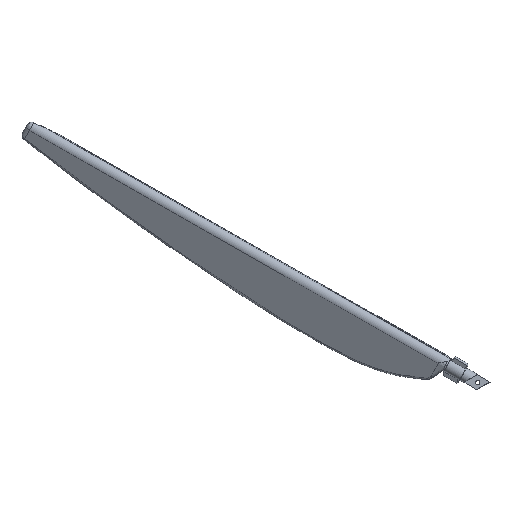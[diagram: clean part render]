
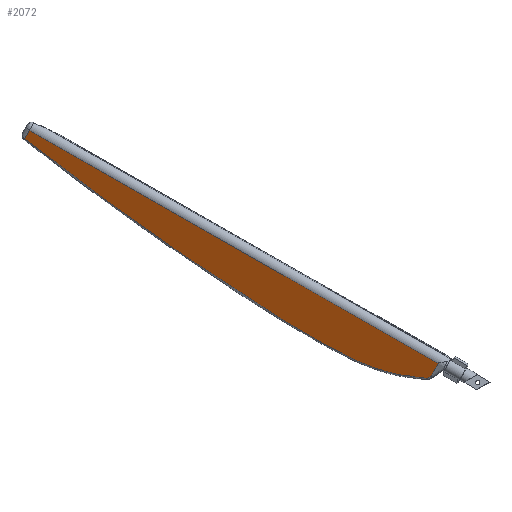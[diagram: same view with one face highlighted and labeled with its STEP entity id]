
A CAD part, top view. The second image highlights one B-rep face of the part: STEP entity #2072.
In plain terms, the highlighted planar face has unit normal (-0.228, -0.4, 0.888).
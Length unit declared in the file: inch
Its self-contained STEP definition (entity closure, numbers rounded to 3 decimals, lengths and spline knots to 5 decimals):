
#24 = CARTESIAN_POINT ( 'NONE',  ( -20.90283, 38.21851, -1.79696 ) ) ;
#57 = VERTEX_POINT ( 'NONE', #6015 ) ;
#64 = EDGE_CURVE ( 'NONE', #57, #6907, #2273, .T. ) ;
#106 = CARTESIAN_POINT ( 'NONE',  ( -22.0813, 38.88749, -1.7983 ) ) ;
#558 = CARTESIAN_POINT ( 'NONE',  ( -21.25618, 38.40337, -1.80444 ) ) ;
#593 = VERTEX_POINT ( 'NONE', #5682 ) ;
#601 = CARTESIAN_POINT ( 'NONE',  ( -22.88662, 39.40327, -1.77282 ) ) ;
#645 = CARTESIAN_POINT ( 'NONE',  ( -21.67193, 38.64035, -1.80447 ) ) ;
#681 = VERTEX_POINT ( 'NONE', #6377 ) ;
#688 = CARTESIAN_POINT ( 'NONE',  ( -23.54798, 39.84792, -1.74242 ) ) ;
#732 = CARTESIAN_POINT ( 'NONE',  ( -21.32606, 38.44198, -1.80499 ) ) ;
#1023 = CARTESIAN_POINT ( 'NONE',  ( -26.1133, 41.7297, -1.55381 ) ) ;
#1221 = ORIENTED_EDGE ( 'NONE', *, *, #8087, .F. ) ;
#1232 = CARTESIAN_POINT ( 'NONE',  ( -22.35141, 39.05673, -1.79144 ) ) ;
#1274 = CARTESIAN_POINT ( 'NONE',  ( -19.77849, 37.88187, -1.65996 ) ) ;
#1346 = DIRECTION ( 'NONE',  ( 0.44, 0.771, 0.46 ) ) ;
#1354 = CARTESIAN_POINT ( 'NONE',  ( -20.61268, 38.08584, -1.78222 ) ) ;
#1514 = CARTESIAN_POINT ( 'NONE',  ( -19.61057, 37.87592, -1.61955 ) ) ;
#1848 = EDGE_CURVE ( 'NONE', #681, #3422, #7686, .T. ) ;
#1865 = CARTESIAN_POINT ( 'NONE',  ( -21.46505, 38.52029, -1.80542 ) ) ;
#1951 = CARTESIAN_POINT ( 'NONE',  ( -19.81732, 37.88614, -1.668 ) ) ;
#1972 = ORIENTED_EDGE ( 'NONE', *, *, #4031, .F. ) ;
#2072 = ADVANCED_FACE ( 'NONE', ( #8122 ), #2555, .F. ) ;
#2273 = LINE ( 'NONE', #7919, #4267 ) ;
#2484 = CARTESIAN_POINT ( 'NONE',  ( -20.3526, 37.99296, -1.75728 ) ) ;
#2528 = CARTESIAN_POINT ( 'NONE',  ( -24.33187, 40.39419, -1.69772 ) ) ;
#2555 = PLANE ( 'NONE',  #3820 ) ;
#2568 = CARTESIAN_POINT ( 'NONE',  ( -25.611, 41.33959, -1.60048 ) ) ;
#2603 = CARTESIAN_POINT ( 'NONE',  ( -25.86288, 41.53371, -1.57775 ) ) ;
#2641 = CARTESIAN_POINT ( 'NONE',  ( -22.48577, 39.14247, -1.78733 ) ) ;
#2845 = VECTOR ( 'NONE', #3722, 39.37008 ) ;
#2888 = LINE ( 'NONE', #7951, #2845 ) ;
#3157 = CARTESIAN_POINT ( 'NONE',  ( -23.15213, 39.57978, -1.76152 ) ) ;
#3200 = CARTESIAN_POINT ( 'NONE',  ( -24.71868, 40.67389, -1.6711 ) ) ;
#3277 = CARTESIAN_POINT ( 'NONE',  ( -21.94555, 38.80398, -1.80104 ) ) ;
#3311 = LINE ( 'NONE', #4674, #4227 ) ;
#3394 = ORIENTED_EDGE ( 'NONE', *, *, #64, .F. ) ;
#3422 = VERTEX_POINT ( 'NONE', #1023 ) ;
#3480 = CARTESIAN_POINT ( 'NONE',  ( -19.44834, 38.10262, -1.47591 ) ) ;
#3722 = DIRECTION ( 'NONE',  ( -0.44, -0.771, -0.46 ) ) ;
#3777 = CARTESIAN_POINT ( 'NONE',  ( -19.6234, 37.8679, -1.62645 ) ) ;
#3816 = CARTESIAN_POINT ( 'NONE',  ( -20.0108, 37.91227, -1.70589 ) ) ;
#3820 = AXIS2_PLACEMENT_3D ( 'NONE', #5883, #5845, #5172 ) ;
#3892 = CARTESIAN_POINT ( 'NONE',  ( -19.57628, 37.8976, -1.601 ) ) ;
#4031 = EDGE_CURVE ( 'NONE', #3422, #57, #3311, .T. ) ;
#4227 = VECTOR ( 'NONE', #1346, 39.37008 ) ;
#4267 = VECTOR ( 'NONE', #5395, 39.37008 ) ;
#4361 = CARTESIAN_POINT ( 'NONE',  ( -20.50174, 38.04331, -1.77289 ) ) ;
#4405 = CARTESIAN_POINT ( 'NONE',  ( -21.5342, 38.56001, -1.80529 ) ) ;
#4448 = CARTESIAN_POINT ( 'NONE',  ( -25.23029, 41.0521, -1.63217 ) ) ;
#4487 = CARTESIAN_POINT ( 'NONE',  ( -21.74052, 38.68097, -1.80379 ) ) ;
#4524 = CARTESIAN_POINT ( 'NONE',  ( -19.83674, 37.88841, -1.67197 ) ) ;
#4674 = CARTESIAN_POINT ( 'NONE',  ( -26.1133, 41.7297, -1.55381 ) ) ;
#5025 = CARTESIAN_POINT ( 'NONE',  ( -20.39005, 38.0047, -1.76161 ) ) ;
#5050 = ORIENTED_EDGE ( 'NONE', *, *, #1848, .F. ) ;
#5064 = CARTESIAN_POINT ( 'NONE',  ( -19.93368, 37.90042, -1.69144 ) ) ;
#5105 = CARTESIAN_POINT ( 'NONE',  ( -20.12558, 37.93473, -1.72524 ) ) ;
#5144 = CARTESIAN_POINT ( 'NONE',  ( -20.23959, 37.96125, -1.74256 ) ) ;
#5172 = DIRECTION ( 'NONE',  ( 0., 0.912, 0.41 ) ) ;
#5183 = CARTESIAN_POINT ( 'NONE',  ( -19.75909, 37.87987, -1.65589 ) ) ;
#5203 = EDGE_LOOP ( 'NONE', ( #1221, #5256, #3394, #1972, #5050 ) ) ;
#5245 = EDGE_CURVE ( 'NONE', #6907, #593, #2888, .T. ) ;
#5256 = ORIENTED_EDGE ( 'NONE', *, *, #5245, .F. ) ;
#5395 = DIRECTION ( 'NONE',  ( 0.869, -0.495, 0. ) ) ;
#5682 = CARTESIAN_POINT ( 'NONE',  ( -19.55889, 37.90873, -1.59153 ) ) ;
#5698 = CARTESIAN_POINT ( 'NONE',  ( -23.67931, 39.9381, -1.73553 ) ) ;
#5742 = CARTESIAN_POINT ( 'NONE',  ( -24.8471, 40.76778, -1.6618 ) ) ;
#5811 = CARTESIAN_POINT ( 'NONE',  ( -19.59777, 37.88398, -1.61264 ) ) ;
#5814 = CARTESIAN_POINT ( 'NONE',  ( -21.11569, 38.32766, -1.80246 ) ) ;
#5845 = DIRECTION ( 'NONE',  ( 0.228, 0.4, -0.888 ) ) ;
#5883 = CARTESIAN_POINT ( 'NONE',  ( -17.62932, 38.87631, -0.66098 ) ) ;
#6015 = CARTESIAN_POINT ( 'NONE',  ( -26.03881, 41.86034, -1.47591 ) ) ;
#6266 = CARTESIAN_POINT ( 'NONE',  ( -23.2844, 39.66876, -1.75541 ) ) ;
#6307 = CARTESIAN_POINT ( 'NONE',  ( -22.75337, 39.31574, -1.77802 ) ) ;
#6354 = CARTESIAN_POINT ( 'NONE',  ( -20.27737, 37.97123, -1.74776 ) ) ;
#6377 = CARTESIAN_POINT ( 'NONE',  ( -19.6234, 37.8679, -1.62645 ) ) ;
#6428 = CARTESIAN_POINT ( 'NONE',  ( -21.04508, 38.29055, -1.80105 ) ) ;
#6460 = CARTESIAN_POINT ( 'NONE',  ( -19.6234, 37.8679, -1.62645 ) ) ;
#6543 = CARTESIAN_POINT ( 'NONE',  ( -19.56757, 37.90315, -1.59627 ) ) ;
#6892 = CARTESIAN_POINT ( 'NONE',  ( -25.1029, 40.95689, -1.64233 ) ) ;
#6907 = VERTEX_POINT ( 'NONE', #3480 ) ;
#7024 = CARTESIAN_POINT ( 'NONE',  ( -26.1133, 41.7297, -1.55381 ) ) ;
#7058 = CARTESIAN_POINT ( 'NONE',  ( -19.66213, 37.87087, -1.63506 ) ) ;
#7213 = B_SPLINE_CURVE_WITH_KNOTS ( 'NONE', 3,
 ( #7748, #6543, #3892, #5811, #1514, #6460 ),
 .UNSPECIFIED., .F., .F.,
 ( 4, 2, 4 ),
 ( 0., 0.40589, 1. ),
 .UNSPECIFIED. ) ;
#7558 = CARTESIAN_POINT ( 'NONE',  ( -20.6862, 38.11727, -1.78694 ) ) ;
#7599 = CARTESIAN_POINT ( 'NONE',  ( -19.7009, 37.8742, -1.64351 ) ) ;
#7635 = CARTESIAN_POINT ( 'NONE',  ( -20.83118, 38.18358, -1.7943 ) ) ;
#7686 = B_SPLINE_CURVE_WITH_KNOTS ( 'NONE', 3,
 ( #3777, #7058, #7599, #5183, #1274, #1951, #4524, #5064, #3816, #5105, #8176, #5144, #6354, #2484, #5025, #8217, #4361, #1354, #7558, #7635, #24, #6428, #5814, #558, #732, #1865, #4405, #645, #4487, #3277, #106, #1232, #2641, #6307, #601, #3157, #6266, #688, #5698, #7716, #2528, #3200, #5742, #6892, #4448, #2568, #2603, #7024 ),
 .UNSPECIFIED., .F., .F.,
 ( 4, 2, 2, 2, 2, 2, 2, 2, 2, 2, 2, 2, 2, 2, 2, 2, 2, 2, 2, 2, 2, 2, 2, 4 ),
 ( 0., 0.01563, 0.02344, 0.03125, 0.0625, 0.07813, 0.09375, 0.10938, 0.125, 0.15625, 0.1875, 0.21875, 0.25, 0.28125, 0.3125, 0.375, 0.4375, 0.5, 0.5625, 0.625, 0.75, 0.8125, 0.875, 1. ),
 .UNSPECIFIED. ) ;
#7716 = CARTESIAN_POINT ( 'NONE',  ( -24.07194, 40.21036, -1.71375 ) ) ;
#7748 = CARTESIAN_POINT ( 'NONE',  ( -19.55889, 37.90873, -1.59153 ) ) ;
#7919 = CARTESIAN_POINT ( 'NONE',  ( -26.03881, 41.86034, -1.47591 ) ) ;
#7951 = CARTESIAN_POINT ( 'NONE',  ( -19.44834, 38.10262, -1.47591 ) ) ;
#8087 = EDGE_CURVE ( 'NONE', #593, #681, #7213, .T. ) ;
#8122 = FACE_OUTER_BOUND ( 'NONE', #5203, .T. ) ;
#8176 = CARTESIAN_POINT ( 'NONE',  ( -20.16369, 37.943, -1.73129 ) ) ;
#8217 = CARTESIAN_POINT ( 'NONE',  ( -20.46462, 38.02988, -1.76941 ) ) ;
